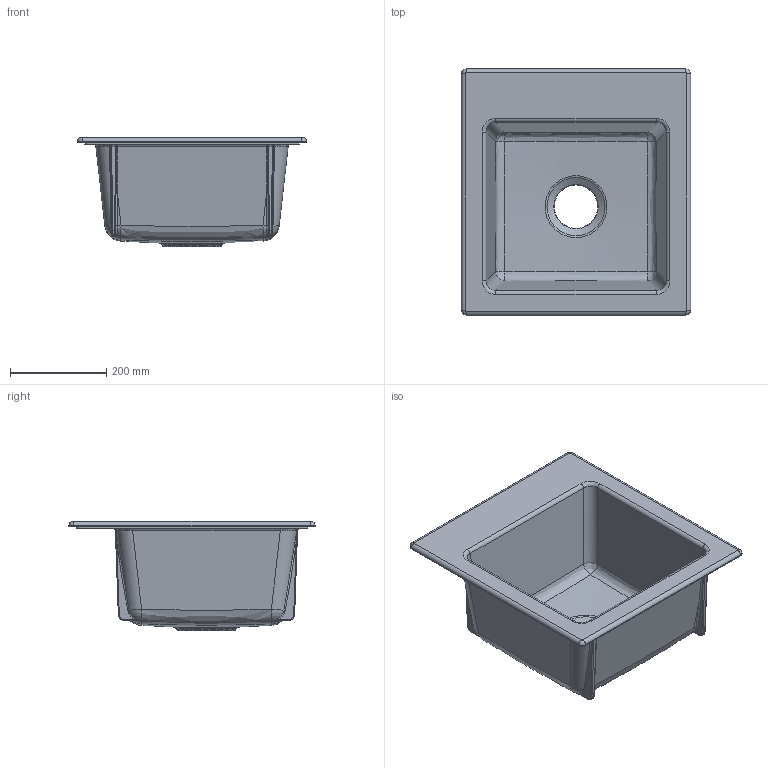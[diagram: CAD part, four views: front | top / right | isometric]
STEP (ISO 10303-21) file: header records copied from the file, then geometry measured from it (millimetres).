
FILE_DESCRIPTION(/* description */ (''),/* implementation_level */ '2;1');
FILE_NAME(/* name */ 'Spuele_6781_Subway.stp',/* time_stamp */ '2019-02-19T09:51:42+01:00',/* author */ (''),/* organization */ (''),/* preprocessor_version */ 'ST-DEVELOPER v16',/* originating_system */ 'SIEMENS PLM Software NX 10.0',/* authorisation */ '');
FILE_SCHEMA (('AUTOMOTIVE_DESIGN { 1 0 10303 214 3 1 1 1 }'));
Length unit declared in the file: millimetre
Products named in the file (1): Sier225055AC5sfh
Bounding box: 475 x 510 x 226 mm (x, y, z)
Volume: 6464697 mm3; surface area: 969209 mm2
Topology: 1 solids, 1 shells, 232 faces, 551 edges, 309 vertices
Faces by surface type: bspline 98, cylinder 70, plane 41, torus 15, cone 4, sphere 4
Full cylindrical faces by diameter (mm): 90 x1
Entity records: 9984 total; most frequent: CARTESIAN_POINT 5392, ORIENTED_EDGE 1042, DIRECTION 839, EDGE_CURVE 521, AXIS2_PLACEMENT_3D 352, VERTEX_POINT 303, EDGE_LOOP 246, ADVANCED_FACE 232
